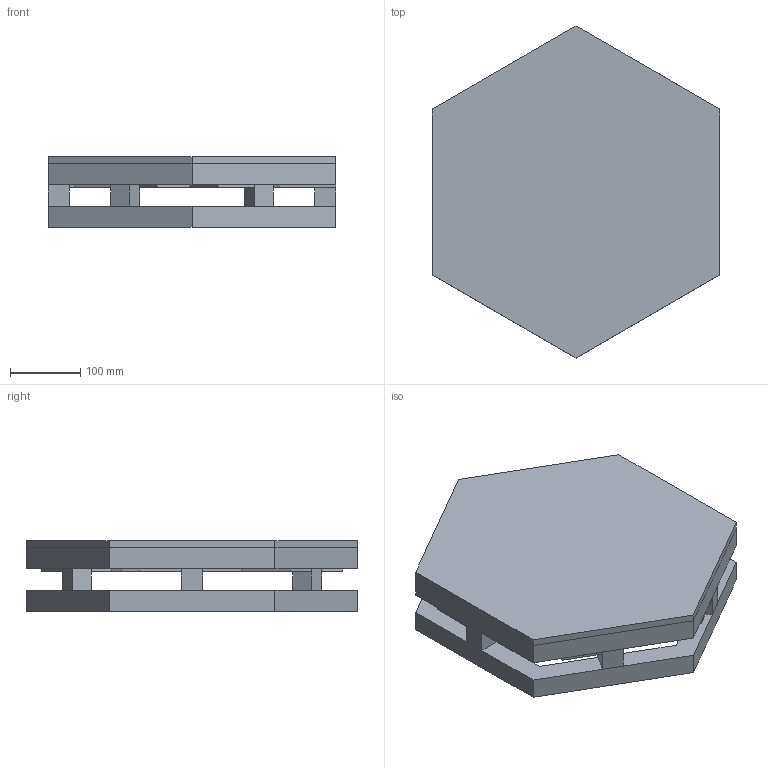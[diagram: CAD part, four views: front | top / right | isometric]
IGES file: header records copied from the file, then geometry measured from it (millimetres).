
Global section: file name: 73HHexagon.igs; native system: Rhinoceros ( Apr  1 2010 ); preprocessor: Trout Lake IGES 012 Apr  1 2010; date: 181030.032325; units: millimetre
Bounding box: 408.01 x 471.13 x 100 mm (x, y, z)
Surface area: 924845.3 mm2 (no closed solid volume)
Topology: 0 solids, 0 shells, 128 faces, 3503 edges, 3479 vertices
Faces by surface type: bspline 128
